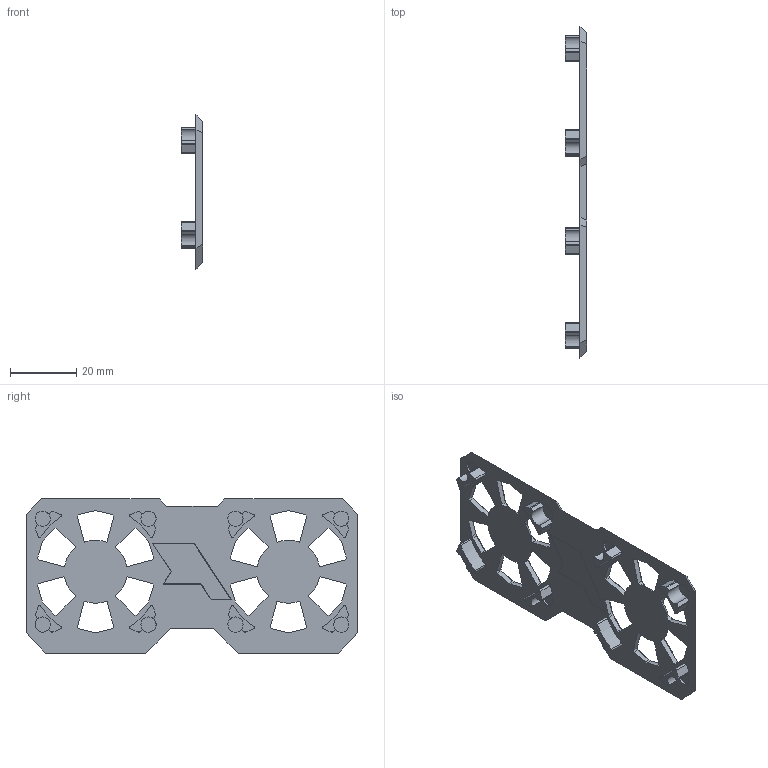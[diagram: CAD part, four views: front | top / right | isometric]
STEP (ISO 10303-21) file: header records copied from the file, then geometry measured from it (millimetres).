
FILE_DESCRIPTION(/* description */ (''),/* implementation_level */ '2;1');
FILE_NAME(/* name */ 'Fan_Grill_Accent_Inserts.step',/* time_stamp */ '2025-06-26T19:38:23+01:00',/* author */ (''),/* organization */ (''),/* preprocessor_version */ 'ST-DEVELOPER v20.1',/* originating_system */ 'Autodesk Translation Framework v14.10.0.0',/* authorisation */ '');
FILE_SCHEMA (('AUTOMOTIVE_DESIGN { 1 0 10303 214 3 1 1 }'));
Length unit declared in the file: millimetre
Products named in the file (4): Fan_Grill; [a]_Fan_Grill_Logo_Insert_x2; Fan_Grill_x2; [a]_Fan_Grill_Logo_Insert_x2 (1)
Assembly tree (3 placements, depth 2):
  Fan_Grill
    [a]_Fan_Grill_Logo_Insert_x2
    Fan_Grill_x2
    [a]_Fan_Grill_Logo_Insert_x2 (1)
Bounding box: 6.4 x 100.3 x 46.62 mm (x, y, z)
Volume: 7031.2 mm3; surface area: 9798.5 mm2
Topology: 3 solids, 3 shells, 414 faces, 1084 edges, 687 vertices
Faces by surface type: plane 338, cylinder 64, cone 12
Full cylindrical faces by diameter (mm): 4.6 x8
Entity records: 12615 total; most frequent: CARTESIAN_POINT 2288, ORIENTED_EDGE 2168, DIRECTION 2046, EDGE_CURVE 1084, LINE 868, VECTOR 868, VERTEX_POINT 687, AXIS2_PLACEMENT_3D 589
